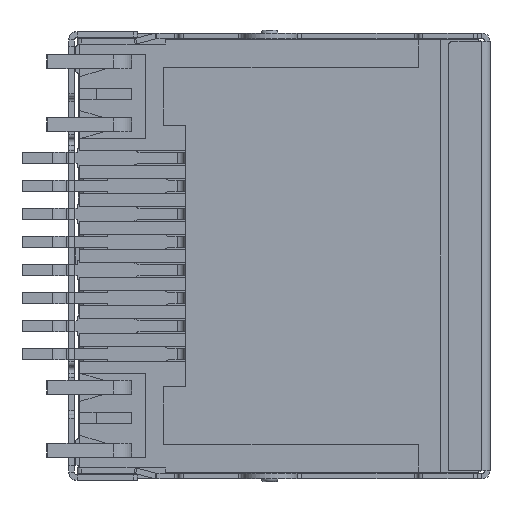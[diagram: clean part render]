
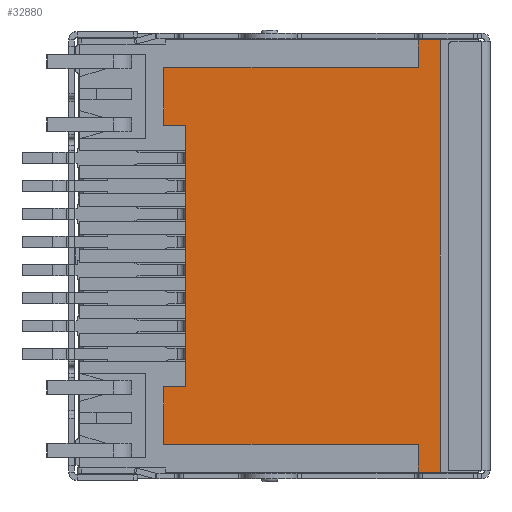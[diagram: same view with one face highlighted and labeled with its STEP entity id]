
A CAD part, front view. The second image highlights one B-rep face of the part: STEP entity #32880.
In plain terms, the highlighted planar face has unit normal (0, -1, 0).
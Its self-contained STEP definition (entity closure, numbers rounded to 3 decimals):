
#2503=DIRECTION('',(-1.,0.,0.));
#2504=VECTOR('',#2503,0.8);
#2505=CARTESIAN_POINT('',(-1.6,-10.85,7.85));
#2506=LINE('',#2505,#2504);
#2527=DIRECTION('',(0.,0.,-1.));
#2528=VECTOR('',#2527,15.7);
#2529=CARTESIAN_POINT('',(-1.6,-10.85,7.85));
#2530=LINE('',#2529,#2528);
#2531=DIRECTION('',(-1.,0.,0.));
#2532=VECTOR('',#2531,0.8);
#2533=CARTESIAN_POINT('',(-1.6,-10.85,-7.85));
#2534=LINE('',#2533,#2532);
#2535=DIRECTION('',(-1.,0.,0.));
#2536=VECTOR('',#2535,9.25);
#2537=CARTESIAN_POINT('',(-2.4,-10.85,6.85));
#2538=LINE('',#2537,#2536);
#2543=DIRECTION('',(0.,0.,-1.));
#2544=VECTOR('',#2543,2.1);
#2545=CARTESIAN_POINT('',(-11.65,-10.85,6.85));
#2546=LINE('',#2545,#2544);
#2551=DIRECTION('',(1.,0.,0.));
#2552=VECTOR('',#2551,0.8);
#2553=CARTESIAN_POINT('',(-11.65,-10.85,4.75));
#2554=LINE('',#2553,#2552);
#2559=DIRECTION('',(0.,0.,-1.));
#2560=VECTOR('',#2559,9.5);
#2561=CARTESIAN_POINT('',(-10.85,-10.85,4.75));
#2562=LINE('',#2561,#2560);
#7510=DIRECTION('',(0.,0.,-1.));
#7511=VECTOR('',#7510,1.);
#7512=CARTESIAN_POINT('',(-2.4,-10.85,7.85));
#7513=LINE('',#7512,#7511);
#18520=DIRECTION('',(-1.,0.,0.));
#18521=VECTOR('',#18520,0.8);
#18522=CARTESIAN_POINT('',(-10.85,-10.85,-4.75));
#18523=LINE('',#18522,#18521);
#18532=DIRECTION('',(0.,0.,-1.));
#18533=VECTOR('',#18532,2.1);
#18534=CARTESIAN_POINT('',(-11.65,-10.85,-4.75));
#18535=LINE('',#18534,#18533);
#18540=DIRECTION('',(1.,0.,0.));
#18541=VECTOR('',#18540,9.25);
#18542=CARTESIAN_POINT('',(-11.65,-10.85,-6.85));
#18543=LINE('',#18542,#18541);
#18560=DIRECTION('',(0.,0.,-1.));
#18561=VECTOR('',#18560,1.);
#18562=CARTESIAN_POINT('',(-2.4,-10.85,-6.85));
#18563=LINE('',#18562,#18561);
#23078=CARTESIAN_POINT('',(-1.6,-10.85,-7.85));
#23079=VERTEX_POINT('',#23078);
#23082=CARTESIAN_POINT('',(-1.6,-10.85,7.85));
#23083=VERTEX_POINT('',#23082);
#23084=CARTESIAN_POINT('',(-2.4,-10.85,-7.85));
#23085=VERTEX_POINT('',#23084);
#23086=CARTESIAN_POINT('',(-2.4,-10.85,6.85));
#23087=CARTESIAN_POINT('',(-11.65,-10.85,6.85));
#23088=VERTEX_POINT('',#23086);
#23089=VERTEX_POINT('',#23087);
#23092=CARTESIAN_POINT('',(-11.65,-10.85,4.75));
#23093=VERTEX_POINT('',#23092);
#23096=CARTESIAN_POINT('',(-10.85,-10.85,4.75));
#23097=VERTEX_POINT('',#23096);
#23100=CARTESIAN_POINT('',(-10.85,-10.85,-4.75));
#23101=VERTEX_POINT('',#23100);
#23597=CARTESIAN_POINT('',(-2.4,-10.85,7.85));
#23598=VERTEX_POINT('',#23597);
#28369=CARTESIAN_POINT('',(-11.65,-10.85,-4.75));
#28370=VERTEX_POINT('',#28369);
#28373=CARTESIAN_POINT('',(-11.65,-10.85,-6.85));
#28374=VERTEX_POINT('',#28373);
#28375=CARTESIAN_POINT('',(-2.4,-10.85,-6.85));
#28376=VERTEX_POINT('',#28375);
#32852=CARTESIAN_POINT('',(-6.625,-10.85,0.));
#32853=DIRECTION('',(0.,1.,0.));
#32854=DIRECTION('',(1.,0.,0.));
#32855=AXIS2_PLACEMENT_3D('',#32852,#32853,#32854);
#32856=PLANE('',#32855);
#32858=ORIENTED_EDGE('',*,*,#32857,.F.);
#32860=ORIENTED_EDGE('',*,*,#32859,.F.);
#32861=ORIENTED_EDGE('',*,*,#32816,.F.);
#32862=ORIENTED_EDGE('',*,*,#32845,.T.);
#32863=ORIENTED_EDGE('',*,*,#28992,.T.);
#32865=ORIENTED_EDGE('',*,*,#32864,.F.);
#32867=ORIENTED_EDGE('',*,*,#32866,.F.);
#32869=ORIENTED_EDGE('',*,*,#32868,.F.);
#32871=ORIENTED_EDGE('',*,*,#32870,.F.);
#32873=ORIENTED_EDGE('',*,*,#32872,.F.);
#32875=ORIENTED_EDGE('',*,*,#32874,.F.);
#32877=ORIENTED_EDGE('',*,*,#32876,.F.);
#32878=EDGE_LOOP('',(#32858,#32860,#32861,#32862,#32863,#32865,#32867,#32869,
#32871,#32873,#32875,#32877));
#32879=FACE_OUTER_BOUND('',#32878,.F.);
#32880=ADVANCED_FACE('',(#32879),#32856,.F.);
#28992=EDGE_CURVE('',#23079,#23085,#2534,.T.);
#32816=EDGE_CURVE('',#23083,#23598,#2506,.T.);
#32845=EDGE_CURVE('',#23083,#23079,#2530,.T.);
#32857=EDGE_CURVE('',#23088,#23089,#2538,.T.);
#32859=EDGE_CURVE('',#23598,#23088,#7513,.T.);
#32864=EDGE_CURVE('',#28376,#23085,#18563,.T.);
#32866=EDGE_CURVE('',#28374,#28376,#18543,.T.);
#32868=EDGE_CURVE('',#28370,#28374,#18535,.T.);
#32870=EDGE_CURVE('',#23101,#28370,#18523,.T.);
#32872=EDGE_CURVE('',#23097,#23101,#2562,.T.);
#32874=EDGE_CURVE('',#23093,#23097,#2554,.T.);
#32876=EDGE_CURVE('',#23089,#23093,#2546,.T.);
